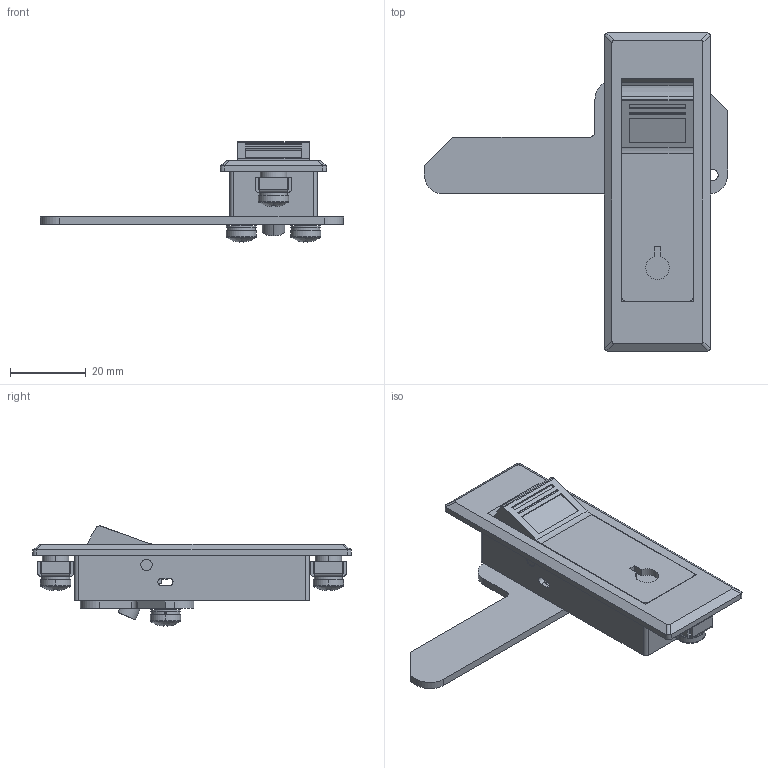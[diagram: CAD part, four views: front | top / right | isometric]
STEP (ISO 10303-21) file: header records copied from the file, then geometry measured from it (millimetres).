
FILE_DESCRIPTION (( 'STEP AP203' ), '1' );
FILE_NAME ('sone3D.STEP', '2013-08-02T08:28:06', ( '' ), ( '' ), 'SwSTEP 2.0', 'SolidWorks 2012', '' );
FILE_SCHEMA (( 'CONFIG_CONTROL_DESIGN' ));
Length unit declared in the file: millimetre
Products named in the file (10): A-1251-2¥3ƒVƒƒƒtƒg_; A-1251-3-1僴儞僪儖_; A-1251-3-1本体_; 十字穴付なべねじM4; 平ワッシャーM4小型丸_JIS B 1256 Small circular 4; 廫帤寠晅側傋偹偠M4_M4亊6; スプリングワッシャーM4_JIS B 1251 No.2 4; A-1251-2･3取付ワッシャー_; A-1251-2･3止め金_; sone3D
Assembly tree (15 placements, depth 3):
  sone3D
    A-1251-3-1本体_
    A-1251-3-1僴儞僪儖_
    A-1251-2¥3ƒVƒƒƒtƒg_
    A-1251-2･3止め金_
    A-1251-2･3取付ワッシャー_  x2
    スプリングワッシャーM4_JIS B 1251 No.2 4  x2
    廫帤寠晅側傋偹偠M4_M4亊6  x2
    十字穴付なべねじM4  x2
      廫帤寠晅側傋偹偠M4_M4亊6
      スプリングワッシャーM4_JIS B 1251 No.2 4
      平ワッシャーM4小型丸_JIS B 1256 Small circular 4
Bounding box: 80 x 84 x 26.47 mm (x, y, z)
Volume: 22280.9 mm3; surface area: 19125.4 mm2
Topology: 16 solids, 16 shells, 399 faces, 1035 edges, 680 vertices
Faces by surface type: plane 244, cylinder 126, torus 12, sphere 12, bspline 5
Entity records: 10279 total; most frequent: CARTESIAN_POINT 2025, DIRECTION 1484, ORIENTED_EDGE 1470, EDGE_CURVE 735, AXIS2_PLACEMENT_3D 507, VERTEX_POINT 482, LINE 470, VECTOR 470
